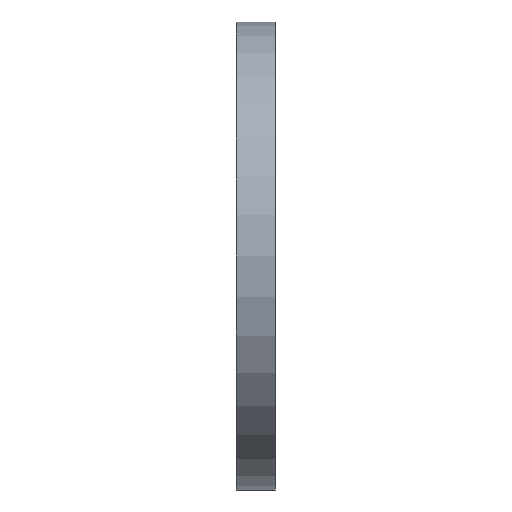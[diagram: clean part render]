
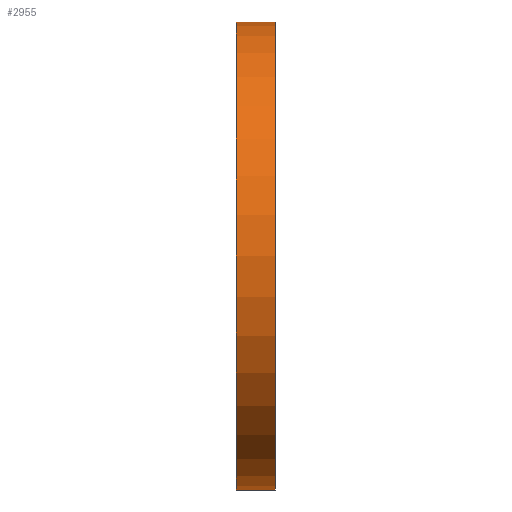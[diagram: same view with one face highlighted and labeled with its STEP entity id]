
A CAD part, left-side view. The second image highlights one B-rep face of the part: STEP entity #2955.
In plain terms, the highlighted cylindrical face has radius 38.1 mm (diameter 76.2 mm), a partial arc.
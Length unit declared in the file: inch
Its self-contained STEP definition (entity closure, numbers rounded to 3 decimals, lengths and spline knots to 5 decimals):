
#147 = EDGE_CURVE ( 'NONE', #7209, #9637, #18049, .T. ) ;
#806 = CARTESIAN_POINT ( 'NONE',  ( -2.55006, 0.25, -1.5 ) ) ;
#888 = EDGE_CURVE ( 'NONE', #9637, #6950, #5197, .T. ) ;
#1960 = EDGE_LOOP ( 'NONE', ( #26234, #26568, #27743, #3782 ) ) ;
#2955 = ADVANCED_FACE ( 'NONE', ( #27316 ), #15566, .T. ) ;
#3782 = ORIENTED_EDGE ( 'NONE', *, *, #147, .T. ) ;
#4655 = DIRECTION ( 'NONE',  ( 0., 1., 0. ) ) ;
#5056 = CARTESIAN_POINT ( 'NONE',  ( -2.55006, 0.25, 1.5 ) ) ;
#5069 = LINE ( 'NONE', #23300, #10287 ) ;
#5197 = CIRCLE ( 'NONE', #20788, 1.5 ) ;
#6950 = VERTEX_POINT ( 'NONE', #27240 ) ;
#7052 = CARTESIAN_POINT ( 'NONE',  ( -2.55006, 0., -1.5 ) ) ;
#7209 = VERTEX_POINT ( 'NONE', #12833 ) ;
#9637 = VERTEX_POINT ( 'NONE', #7052 ) ;
#10287 = VECTOR ( 'NONE', #25514, 39.37008 ) ;
#10323 = VERTEX_POINT ( 'NONE', #5056 ) ;
#11865 = DIRECTION ( 'NONE',  ( 0., 1., 0. ) ) ;
#12087 = AXIS2_PLACEMENT_3D ( 'NONE', #25117, #11865, #27304 ) ;
#12833 = CARTESIAN_POINT ( 'NONE',  ( -2.55006, 0.25, -1.5 ) ) ;
#15566 = CYLINDRICAL_SURFACE ( 'NONE', #16376, 1.5 ) ;
#16275 = DIRECTION ( 'NONE',  ( 0., -1., 0. ) ) ;
#16376 = AXIS2_PLACEMENT_3D ( 'NONE', #19202, #23652, #21333 ) ;
#17350 = VECTOR ( 'NONE', #16275, 39.37008 ) ;
#17919 = CARTESIAN_POINT ( 'NONE',  ( -2.55006, 0., 0. ) ) ;
#18049 = LINE ( 'NONE', #806, #17350 ) ;
#19202 = CARTESIAN_POINT ( 'NONE',  ( -2.55006, 0.25, 0. ) ) ;
#20160 = DIRECTION ( 'NONE',  ( 0., 0., 1. ) ) ;
#20788 = AXIS2_PLACEMENT_3D ( 'NONE', #17919, #4655, #20160 ) ;
#21324 = EDGE_CURVE ( 'NONE', #7209, #10323, #27394, .T. ) ;
#21333 = DIRECTION ( 'NONE',  ( 0., 0., -1. ) ) ;
#23300 = CARTESIAN_POINT ( 'NONE',  ( -2.55006, 0.25, 1.5 ) ) ;
#23652 = DIRECTION ( 'NONE',  ( 0., -1., 0. ) ) ;
#24410 = EDGE_CURVE ( 'NONE', #10323, #6950, #5069, .T. ) ;
#25117 = CARTESIAN_POINT ( 'NONE',  ( -2.55006, 0.25, 0. ) ) ;
#25514 = DIRECTION ( 'NONE',  ( 0., -1., 0. ) ) ;
#26234 = ORIENTED_EDGE ( 'NONE', *, *, #888, .T. ) ;
#26568 = ORIENTED_EDGE ( 'NONE', *, *, #24410, .F. ) ;
#27240 = CARTESIAN_POINT ( 'NONE',  ( -2.55006, 0., 1.5 ) ) ;
#27304 = DIRECTION ( 'NONE',  ( 0., 0., 1. ) ) ;
#27316 = FACE_OUTER_BOUND ( 'NONE', #1960, .T. ) ;
#27394 = CIRCLE ( 'NONE', #12087, 1.5 ) ;
#27743 = ORIENTED_EDGE ( 'NONE', *, *, #21324, .F. ) ;
